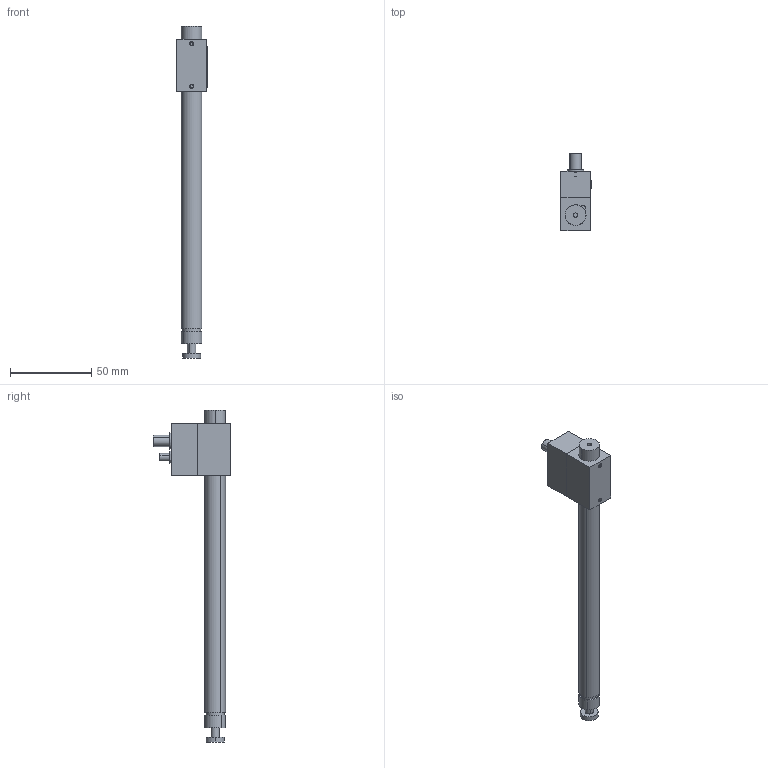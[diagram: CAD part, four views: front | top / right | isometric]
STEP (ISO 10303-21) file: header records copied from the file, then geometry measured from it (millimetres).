
FILE_DESCRIPTION (( 'STEP AP214' ), '1' );
FILE_NAME ('12774-E0W.step', '2007-11-13T06:08:09', ( ' ' ), ( ' ' ), 'SwSTEP 2.0', 'SolidWorks 2007', '' );
FILE_SCHEMA (( 'AUTOMOTIVE_DESIGN' ));
Length unit declared in the file: inch
Products named in the file (1): 12774-E0W
Bounding box: 18.51 x 47.5 x 204 mm (x, y, z)
Surface area: 14651.4 mm2 (no closed solid volume)
Topology: 0 solids, 29 shells, 116 faces, 490 edges, 400 vertices
Faces by surface type: plane 72, cylinder 36, cone 8
Entity records: 8015 total; most frequent: CARTESIAN_POINT 2672, DIRECTION 712, ORIENTED_EDGE 665, EDGE_CURVE 486, VERTEX_POINT 400, VECTOR 288, LINE 288, AXIS2_PLACEMENT_3D 212
